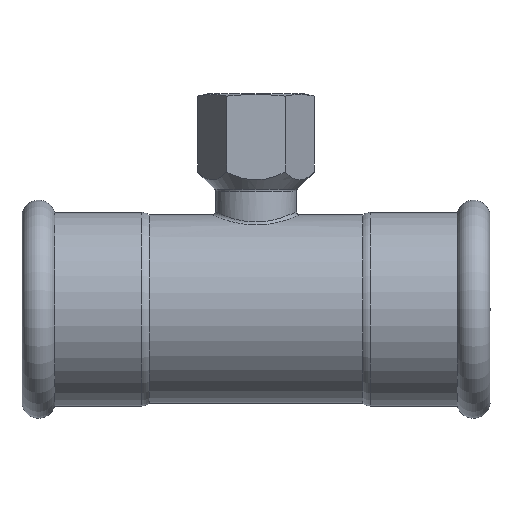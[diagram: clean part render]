
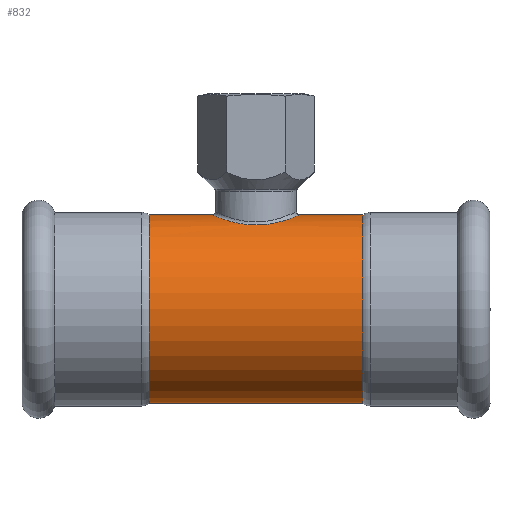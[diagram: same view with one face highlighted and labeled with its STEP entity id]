
A CAD part, front view. The second image highlights one B-rep face of the part: STEP entity #832.
In plain terms, the highlighted cylindrical face has radius 28 mm (diameter 56 mm), a full revolution.
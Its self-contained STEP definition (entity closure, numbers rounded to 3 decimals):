
#20=B_SPLINE_CURVE_WITH_KNOTS('',3,(#1735,#1736,#1737,#1738,#1739,#1740,
#1741,#1742,#1743,#1744,#1745,#1746,#1747,#1748,#1749,#1750,#1751,#1752),
 .UNSPECIFIED.,.T.,.F.,(4,1,1,1,1,1,1,1,1,1,1,1,1,1,1,4),(-7.337,
-6.813,-6.289,-5.59,-5.241,
-4.542,-4.193,-3.843,-3.494,
-3.144,-2.795,-2.096,-1.572,
-1.048,-0.524,0.),.UNSPECIFIED.);
#43=FACE_BOUND('',#191,.T.);
#72=LINE('',#1764,#100);
#100=VECTOR('',#1189,28.);
#116=CYLINDRICAL_SURFACE('',#949,28.);
#148=FACE_OUTER_BOUND('',#190,.T.);
#190=EDGE_LOOP('',(#691,#692,#693,#694,#695,#696,#697,#698));
#191=EDGE_LOOP('',(#699));
#263=CIRCLE('',#950,28.);
#264=CIRCLE('',#951,28.);
#265=CIRCLE('',#952,28.);
#266=CIRCLE('',#953,28.);
#267=CIRCLE('',#954,28.);
#268=CIRCLE('',#955,28.);
#361=VERTEX_POINT('',#1709);
#365=VERTEX_POINT('',#1758);
#366=VERTEX_POINT('',#1759);
#367=VERTEX_POINT('',#1761);
#368=VERTEX_POINT('',#1763);
#369=VERTEX_POINT('',#1765);
#370=VERTEX_POINT('',#1767);
#484=EDGE_CURVE('',#361,#361,#20,.T.);
#487=EDGE_CURVE('',#365,#366,#263,.T.);
#488=EDGE_CURVE('',#367,#365,#264,.T.);
#489=EDGE_CURVE('',#367,#368,#72,.T.);
#490=EDGE_CURVE('',#368,#369,#265,.T.);
#491=EDGE_CURVE('',#369,#370,#266,.T.);
#492=EDGE_CURVE('',#370,#368,#267,.T.);
#493=EDGE_CURVE('',#366,#367,#268,.T.);
#691=ORIENTED_EDGE('',*,*,#487,.F.);
#692=ORIENTED_EDGE('',*,*,#488,.F.);
#693=ORIENTED_EDGE('',*,*,#489,.T.);
#694=ORIENTED_EDGE('',*,*,#490,.T.);
#695=ORIENTED_EDGE('',*,*,#491,.T.);
#696=ORIENTED_EDGE('',*,*,#492,.T.);
#697=ORIENTED_EDGE('',*,*,#489,.F.);
#698=ORIENTED_EDGE('',*,*,#493,.F.);
#699=ORIENTED_EDGE('',*,*,#484,.F.);
#832=ADVANCED_FACE('',(#148,#43),#116,.T.);
#949=AXIS2_PLACEMENT_3D('',#1757,#1183,#1184);
#950=AXIS2_PLACEMENT_3D('',#1760,#1185,#1186);
#951=AXIS2_PLACEMENT_3D('',#1762,#1187,#1188);
#952=AXIS2_PLACEMENT_3D('',#1766,#1190,#1191);
#953=AXIS2_PLACEMENT_3D('',#1768,#1192,#1193);
#954=AXIS2_PLACEMENT_3D('',#1769,#1194,#1195);
#955=AXIS2_PLACEMENT_3D('',#1770,#1196,#1197);
#1183=DIRECTION('center_axis',(1.,0.,0.));
#1184=DIRECTION('ref_axis',(0.,1.,0.));
#1185=DIRECTION('center_axis',(1.,0.,0.));
#1186=DIRECTION('ref_axis',(0.,1.,0.));
#1187=DIRECTION('center_axis',(1.,0.,0.));
#1188=DIRECTION('ref_axis',(0.,1.,0.));
#1189=DIRECTION('',(-1.,0.,0.));
#1190=DIRECTION('center_axis',(1.,0.,0.));
#1191=DIRECTION('ref_axis',(0.,1.,0.));
#1192=DIRECTION('center_axis',(1.,0.,0.));
#1193=DIRECTION('ref_axis',(0.,1.,0.));
#1194=DIRECTION('center_axis',(1.,0.,0.));
#1195=DIRECTION('ref_axis',(0.,1.,0.));
#1196=DIRECTION('center_axis',(1.,0.,0.));
#1197=DIRECTION('ref_axis',(0.,1.,0.));
#1709=CARTESIAN_POINT('',(0.,12.552,25.029));
#1735=CARTESIAN_POINT('Ctrl Pts',(0.,12.552,
25.029));
#1736=CARTESIAN_POINT('Ctrl Pts',(-1.972,12.552,25.029));
#1737=CARTESIAN_POINT('Ctrl Pts',(-5.89,11.653,25.496));
#1738=CARTESIAN_POINT('Ctrl Pts',(-10.989,7.731,27.104));
#1739=CARTESIAN_POINT('Ctrl Pts',(-13.272,2.269,28.124));
#1740=CARTESIAN_POINT('Ctrl Pts',(-12.755,-4.178,27.893));
#1741=CARTESIAN_POINT('Ctrl Pts',(-10.039,-8.633,26.741));
#1742=CARTESIAN_POINT('Ctrl Pts',(-5.771,-11.453,25.568));
#1743=CARTESIAN_POINT('Ctrl Pts',(-2.001,-12.599,25.007));
#1744=CARTESIAN_POINT('Ctrl Pts',(2.001,-12.6,25.005));
#1745=CARTESIAN_POINT('Ctrl Pts',(5.773,-11.451,25.57));
#1746=CARTESIAN_POINT('Ctrl Pts',(10.034,-8.639,26.738));
#1747=CARTESIAN_POINT('Ctrl Pts',(13.106,-3.611,28.048));
#1748=CARTESIAN_POINT('Ctrl Pts',(13.107,2.953,28.041));
#1749=CARTESIAN_POINT('Ctrl Pts',(10.47,8.113,26.933));
#1750=CARTESIAN_POINT('Ctrl Pts',(5.896,11.659,25.502));
#1751=CARTESIAN_POINT('Ctrl Pts',(1.972,12.552,25.029));
#1752=CARTESIAN_POINT('Ctrl Pts',(0.,12.552,
25.029));
#1757=CARTESIAN_POINT('Origin',(26.817,0.,0.));
#1758=CARTESIAN_POINT('',(31.735,28.,0.));
#1759=CARTESIAN_POINT('',(31.735,0.,28.));
#1760=CARTESIAN_POINT('Origin',(31.735,0.,0.));
#1761=CARTESIAN_POINT('',(31.735,-28.,0.));
#1762=CARTESIAN_POINT('Origin',(31.735,0.,0.));
#1763=CARTESIAN_POINT('',(-31.735,-28.,0.));
#1764=CARTESIAN_POINT('',(26.817,-28.,0.));
#1765=CARTESIAN_POINT('',(-31.735,28.,0.));
#1766=CARTESIAN_POINT('Origin',(-31.735,0.,0.));
#1767=CARTESIAN_POINT('',(-31.735,0.,28.));
#1768=CARTESIAN_POINT('Origin',(-31.735,0.,0.));
#1769=CARTESIAN_POINT('Origin',(-31.735,0.,0.));
#1770=CARTESIAN_POINT('Origin',(31.735,0.,0.));
